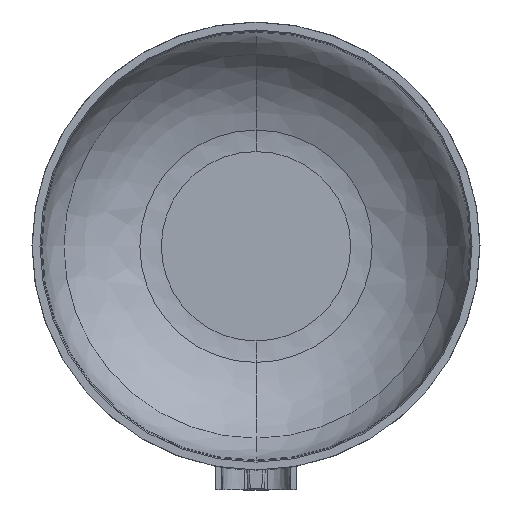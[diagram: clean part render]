
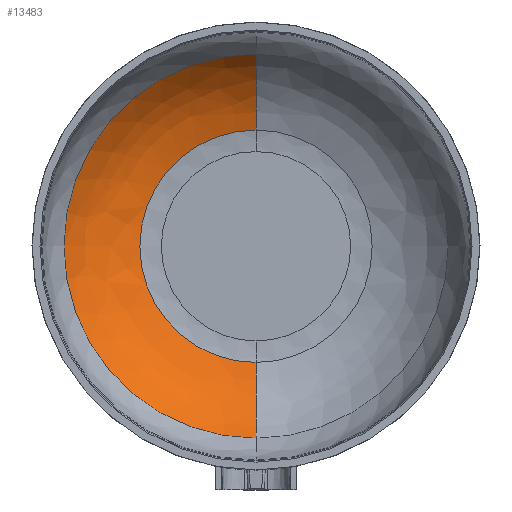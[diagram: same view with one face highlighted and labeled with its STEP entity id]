
A CAD part, top view. The second image highlights one B-rep face of the part: STEP entity #13483.
In plain terms, the highlighted free-form (B-spline) face has degree [3, 3] with [7, 4] control points.
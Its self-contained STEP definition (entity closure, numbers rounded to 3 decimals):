
#548=CARTESIAN_POINT('',(0.,0.,-89.902));
#549=DIRECTION('',(0.,0.,-1.));
#550=DIRECTION('',(0.,-1.,0.));
#551=AXIS2_PLACEMENT_3D('',#548,#549,#550);
#553=CARTESIAN_POINT('',(0.,-57.76,-36.244));
#554=DIRECTION('',(-1.,0.,0.));
#555=DIRECTION('',(0.,-0.25,-0.968));
#556=AXIS2_PLACEMENT_3D('',#553,#554,#555);
#558=CARTESIAN_POINT('',(0.,57.76,
-36.244));
#559=DIRECTION('',(1.,0.,0.));
#560=DIRECTION('',(0.,0.25,-0.968));
#561=AXIS2_PLACEMENT_3D('',#558,#559,#560);
#588=CARTESIAN_POINT('',(0.,0.,-126.573));
#589=DIRECTION('',(0.,0.,1.));
#590=DIRECTION('',(0.,1.,0.));
#591=AXIS2_PLACEMENT_3D('',#588,#589,#590);
#11330=CARTESIAN_POINT('',(0.,-81.053,-126.573));
#11331=CARTESIAN_POINT('',(0.,-134.066,-89.902));
#11332=VERTEX_POINT('',#11330);
#11333=VERTEX_POINT('',#11331);
#11334=CARTESIAN_POINT('',(0.,81.053,-126.573));
#11335=CARTESIAN_POINT('',(0.,134.066,
-89.902));
#11336=VERTEX_POINT('',#11334);
#11337=VERTEX_POINT('',#11335);
#13445=CARTESIAN_POINT('',(8.465,-134.55,
-88.82));
#13446=CARTESIAN_POINT('',(7.639,-121.419,
-108.103));
#13447=CARTESIAN_POINT('',(6.434,-102.258,
-121.383));
#13448=CARTESIAN_POINT('',(5.009,-79.619,
-126.893));
#13449=CARTESIAN_POINT('',(-74.337,-139.759,
-88.82));
#13450=CARTESIAN_POINT('',(-67.082,-126.12,
-108.103));
#13451=CARTESIAN_POINT('',(-56.496,-106.218,
-121.383));
#13452=CARTESIAN_POINT('',(-43.988,-82.701,
-126.893));
#13453=CARTESIAN_POINT('',(-134.816,-82.966,
-88.82));
#13454=CARTESIAN_POINT('',(-121.659,-74.869,
-108.103));
#13455=CARTESIAN_POINT('',(-102.461,-63.054,
-121.383));
#13456=CARTESIAN_POINT('',(-79.776,-49.094,
-126.893));
#13457=CARTESIAN_POINT('',(-134.816,0.,
-88.82));
#13458=CARTESIAN_POINT('',(-121.659,0.,
-108.103));
#13459=CARTESIAN_POINT('',(-102.461,0.,
-121.383));
#13460=CARTESIAN_POINT('',(-79.776,0.,
-126.893));
#13461=CARTESIAN_POINT('',(-134.816,82.966,
-88.82));
#13462=CARTESIAN_POINT('',(-121.659,74.869,
-108.103));
#13463=CARTESIAN_POINT('',(-102.461,63.054,
-121.383));
#13464=CARTESIAN_POINT('',(-79.776,49.094,
-126.893));
#13465=CARTESIAN_POINT('',(-74.337,139.759,
-88.82));
#13466=CARTESIAN_POINT('',(-67.082,126.12,
-108.103));
#13467=CARTESIAN_POINT('',(-56.496,106.218,
-121.383));
#13468=CARTESIAN_POINT('',(-43.988,82.701,
-126.893));
#13469=CARTESIAN_POINT('',(8.465,134.55,
-88.82));
#13470=CARTESIAN_POINT('',(7.639,121.419,
-108.103));
#13471=CARTESIAN_POINT('',(6.434,102.258,
-121.383));
#13472=CARTESIAN_POINT('',(5.009,79.619,
-126.893));
#13473=(BOUNDED_SURFACE()B_SPLINE_SURFACE(3,3,((#13445,#13446,#13447,#13448),(
#13449,#13450,#13451,#13452),(#13453,#13454,#13455,#13456),(#13457,#13458,
#13459,#13460),(#13461,#13462,#13463,#13464),(#13465,#13466,#13467,#13468),(
#13469,#13470,#13471,#13472)),.UNSPECIFIED.,.F.,.F.,.F.)B_SPLINE_SURFACE_WITH_KNOTS((4,3,4),(4,4),(0.,1.,2.),(0.,1.),.UNSPECIFIED.)GEOMETRIC_REPRESENTATION_ITEM()RATIONAL_B_SPLINE_SURFACE(((1.228,1.174,
1.174,1.228),(0.97,0.927,
0.927,0.97),(0.97,0.927,
0.927,0.97),(1.228,1.174,
1.174,1.228),(0.97,0.927,
0.927,0.97),(0.97,0.927,
0.927,0.97),(1.228,1.174,
1.174,1.228)))REPRESENTATION_ITEM('')SURFACE());
#13475=ORIENTED_EDGE('',*,*,#13474,.T.);
#13476=ORIENTED_EDGE('',*,*,#13440,.T.);
#13478=ORIENTED_EDGE('',*,*,#13477,.F.);
#13480=ORIENTED_EDGE('',*,*,#13479,.T.);
#13481=EDGE_LOOP('',(#13475,#13476,#13478,#13480));
#13482=FACE_OUTER_BOUND('',#13481,.F.);
#552=CIRCLE('',#551,134.066);
#557=CIRCLE('',#556,93.284);
#562=CIRCLE('',#561,93.284);
#592=CIRCLE('',#591,81.053);
#13440=EDGE_CURVE('',#11333,#11337,#552,.T.);
#13474=EDGE_CURVE('',#11332,#11333,#557,.T.);
#13477=EDGE_CURVE('',#11336,#11337,#562,.T.);
#13479=EDGE_CURVE('',#11336,#11332,#592,.T.);
#13483=ADVANCED_FACE('',(#13482),#13473,.F.);
